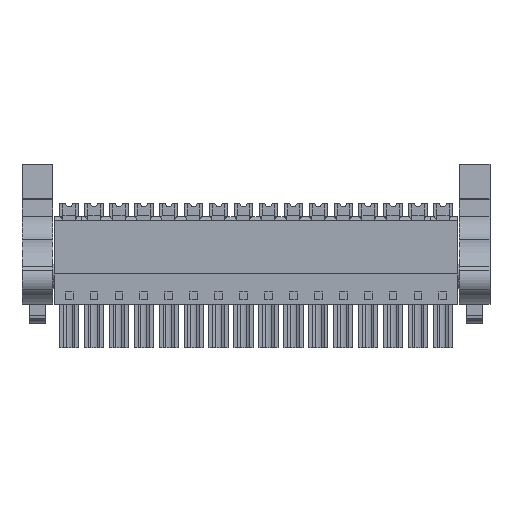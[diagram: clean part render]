
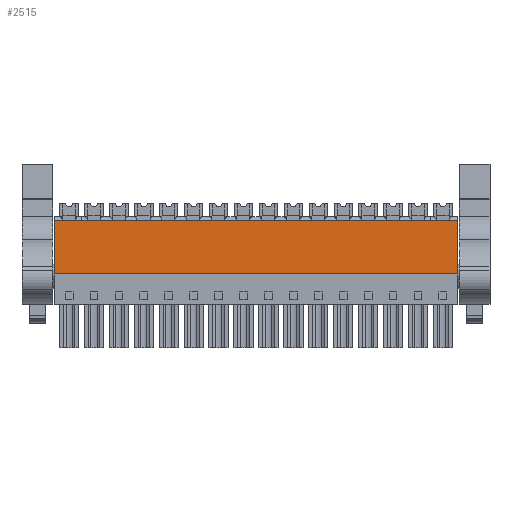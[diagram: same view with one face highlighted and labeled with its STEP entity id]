
A CAD part, front view. The second image highlights one B-rep face of the part: STEP entity #2515.
In plain terms, the highlighted planar face has unit normal (0, -1, 0).
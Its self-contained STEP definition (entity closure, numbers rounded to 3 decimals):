
#2495=AXIS2_PLACEMENT_3D('Plane Axis2P3D',#2492,#2493,#2494) ;
#77=CARTESIAN_POINT('Vertex',(4.9,2.029,11.25)) ;
#80=CARTESIAN_POINT('Line Origine',(4.9,2.029,13.3)) ;
#84=CARTESIAN_POINT('Vertex',(4.9,2.029,19.4)) ;
#2477=CARTESIAN_POINT('Vertex',(66.65,2.029,11.25)) ;
#2480=CARTESIAN_POINT('Line Origine',(35.775,2.029,11.25)) ;
#2492=CARTESIAN_POINT('Axis2P3D Location',(50.52,2.029,19.4)) ;
#2497=CARTESIAN_POINT('Line Origine',(66.65,2.029,15.325)) ;
#2501=CARTESIAN_POINT('Vertex',(66.65,2.029,19.4)) ;
#2504=CARTESIAN_POINT('Line Origine',(35.775,2.029,19.4)) ;
#81=DIRECTION('Vector Direction',(0.,0.,1.)) ;
#2481=DIRECTION('Vector Direction',(1.,0.,0.)) ;
#2493=DIRECTION('Axis2P3D Direction',(0.,-1.,0.)) ;
#2494=DIRECTION('Axis2P3D XDirection',(0.,0.,-1.)) ;
#2498=DIRECTION('Vector Direction',(0.,0.,-1.)) ;
#2505=DIRECTION('Vector Direction',(1.,0.,0.)) ;
#82=VECTOR('Line Direction',#81,1.) ;
#2482=VECTOR('Line Direction',#2481,1.) ;
#2499=VECTOR('Line Direction',#2498,1.) ;
#2506=VECTOR('Line Direction',#2505,1.) ;
#2510=ORIENTED_EDGE('',*,*,#2484,.T.) ;
#2511=ORIENTED_EDGE('',*,*,#2503,.F.) ;
#2512=ORIENTED_EDGE('',*,*,#2508,.F.) ;
#2513=ORIENTED_EDGE('',*,*,#86,.F.) ;
#2515=ADVANCED_FACE('HOUSING',(#2514),#2496,.T.) ;
#86=EDGE_CURVE('',#78,#85,#83,.T.) ;
#2484=EDGE_CURVE('',#78,#2478,#2483,.T.) ;
#2503=EDGE_CURVE('',#2502,#2478,#2500,.T.) ;
#2508=EDGE_CURVE('',#85,#2502,#2507,.T.) ;
#2509=EDGE_LOOP('',(#2510,#2511,#2512,#2513)) ;
#2514=FACE_OUTER_BOUND('',#2509,.T.) ;
#83=LINE('Line',#80,#82) ;
#2483=LINE('Line',#2480,#2482) ;
#2500=LINE('Line',#2497,#2499) ;
#2507=LINE('Line',#2504,#2506) ;
#2496=PLANE('',#2495) ;
#78=VERTEX_POINT('',#77) ;
#85=VERTEX_POINT('',#84) ;
#2478=VERTEX_POINT('',#2477) ;
#2502=VERTEX_POINT('',#2501) ;
